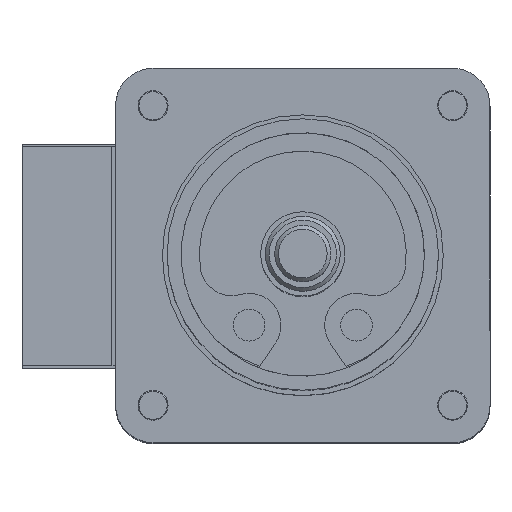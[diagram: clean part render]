
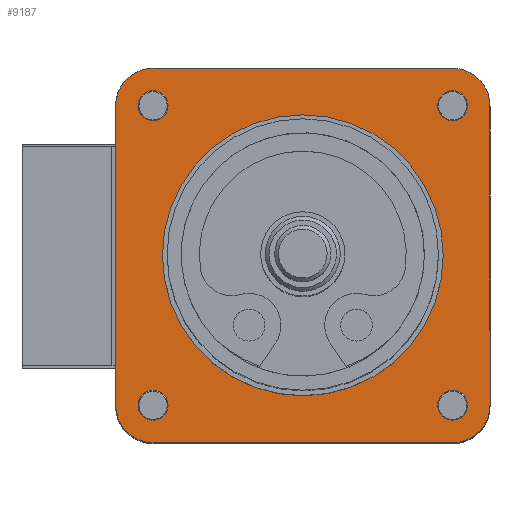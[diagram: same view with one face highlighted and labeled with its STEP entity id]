
A CAD part, top view. The second image highlights one B-rep face of the part: STEP entity #9187.
In plain terms, the highlighted planar face has unit normal (0, 0, 1).
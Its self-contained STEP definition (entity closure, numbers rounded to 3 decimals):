
#8789=CARTESIAN_POINT('',(8.8,-8.,15.65));
#8790=VERTEX_POINT('',#8789);
#8791=CARTESIAN_POINT('',(8.,-8.,15.65));
#8792=DIRECTION('',(0.0,0.0,-1.0));
#8793=DIRECTION('',(1.0,0.0,0.0));
#8794=AXIS2_PLACEMENT_3D('',#8791,#8792,#8793);
#8795=CIRCLE('',#8794,0.8);
#8796=EDGE_CURVE('',#8790,#8790,#8795,.T.);
#8809=CARTESIAN_POINT('',(-7.2,8.,15.65));
#8810=VERTEX_POINT('',#8809);
#8811=CARTESIAN_POINT('',(-8.,8.,15.65));
#8812=DIRECTION('',(0.0,0.0,-1.0));
#8813=DIRECTION('',(1.0,0.0,0.0));
#8814=AXIS2_PLACEMENT_3D('',#8811,#8812,#8813);
#8815=CIRCLE('',#8814,0.8);
#8816=EDGE_CURVE('',#8810,#8810,#8815,.T.);
#8829=CARTESIAN_POINT('',(8.8,8.,15.65));
#8830=VERTEX_POINT('',#8829);
#8831=CARTESIAN_POINT('',(8.,8.,15.65));
#8832=DIRECTION('',(0.0,0.0,-1.0));
#8833=DIRECTION('',(1.0,0.0,0.0));
#8834=AXIS2_PLACEMENT_3D('',#8831,#8832,#8833);
#8835=CIRCLE('',#8834,0.8);
#8836=EDGE_CURVE('',#8830,#8830,#8835,.T.);
#8849=CARTESIAN_POINT('',(-7.2,-8.,15.65));
#8850=VERTEX_POINT('',#8849);
#8851=CARTESIAN_POINT('',(-8.,-8.,15.65));
#8852=DIRECTION('',(0.0,0.0,-1.0));
#8853=DIRECTION('',(1.0,0.0,0.0));
#8854=AXIS2_PLACEMENT_3D('',#8851,#8852,#8853);
#8855=CIRCLE('',#8854,0.8);
#8856=EDGE_CURVE('',#8850,#8850,#8855,.T.);
#8866=CARTESIAN_POINT('',(-10.,8.,15.65));
#8867=VERTEX_POINT('',#8866);
#8868=CARTESIAN_POINT('',(-8.,10.0,15.65));
#8869=VERTEX_POINT('',#8868);
#8870=CARTESIAN_POINT('',(-8.,8.,15.65));
#8871=DIRECTION('',(0.0,0.0,-1.0));
#8872=DIRECTION('',(-0.707,0.707,0.0));
#8873=AXIS2_PLACEMENT_3D('',#8870,#8871,#8872);
#8874=CIRCLE('',#8873,2.0);
#8875=EDGE_CURVE('',#8867,#8869,#8874,.T.);
#8917=CARTESIAN_POINT('',(-10.0,-8.,15.65));
#8918=VERTEX_POINT('',#8917);
#8925=CARTESIAN_POINT('',(-10.,8.,15.65));
#8926=DIRECTION('',(0.0,-1.0,0.0));
#8927=VECTOR('',#8926,16.);
#8928=LINE('',#8925,#8927);
#8929=EDGE_CURVE('',#8867,#8918,#8928,.T.);
#8939=CARTESIAN_POINT('',(8.,10.0,15.65));
#8940=VERTEX_POINT('',#8939);
#8941=CARTESIAN_POINT('',(10.,8.,15.65));
#8942=VERTEX_POINT('',#8941);
#8943=CARTESIAN_POINT('',(8.,8.,15.65));
#8944=DIRECTION('',(0.0,0.0,-1.0));
#8945=DIRECTION('',(0.707,0.707,0.0));
#8946=AXIS2_PLACEMENT_3D('',#8943,#8944,#8945);
#8947=CIRCLE('',#8946,2.0);
#8948=EDGE_CURVE('',#8940,#8942,#8947,.T.);
#8982=CARTESIAN_POINT('',(10.,-8.,15.65));
#8983=VERTEX_POINT('',#8982);
#8984=CARTESIAN_POINT('',(10.,-8.0,15.65));
#8985=DIRECTION('',(0.0,1.0,0.0));
#8986=VECTOR('',#8985,16.0);
#8987=LINE('',#8984,#8986);
#8988=EDGE_CURVE('',#8983,#8942,#8987,.T.);
#9012=CARTESIAN_POINT('',(8.,-10.,15.65));
#9013=VERTEX_POINT('',#9012);
#9014=CARTESIAN_POINT('',(8.,-8.,15.65));
#9015=DIRECTION('',(0.0,0.0,-1.0));
#9016=DIRECTION('',(0.707,-0.707,0.0));
#9017=AXIS2_PLACEMENT_3D('',#9014,#9015,#9016);
#9018=CIRCLE('',#9017,2.0);
#9019=EDGE_CURVE('',#8983,#9013,#9018,.T.);
#9045=CARTESIAN_POINT('',(-8.,-10.0,15.65));
#9046=VERTEX_POINT('',#9045);
#9047=CARTESIAN_POINT('',(-8.,-8.,15.65));
#9048=DIRECTION('',(0.0,0.0,-1.0));
#9049=DIRECTION('',(-0.707,-0.707,0.0));
#9050=AXIS2_PLACEMENT_3D('',#9047,#9048,#9049);
#9051=CIRCLE('',#9050,2.0);
#9052=EDGE_CURVE('',#9046,#8918,#9051,.T.);
#9089=CARTESIAN_POINT('',(7.5,0.,15.65));
#9090=VERTEX_POINT('',#9089);
#9091=CARTESIAN_POINT('',(0.,0.,15.65));
#9092=DIRECTION('',(0.0,0.0,-1.0));
#9093=DIRECTION('',(-1.0,0.0,0.0));
#9094=AXIS2_PLACEMENT_3D('',#9091,#9092,#9093);
#9095=CIRCLE('',#9094,7.5);
#9096=EDGE_CURVE('',#9090,#9090,#9095,.T.);
#9119=CARTESIAN_POINT('',(-8.,-10.0,15.65));
#9120=DIRECTION('',(1.0,0.0,0.0));
#9121=VECTOR('',#9120,16.0);
#9122=LINE('',#9119,#9121);
#9123=EDGE_CURVE('',#9046,#9013,#9122,.T.);
#9141=CARTESIAN_POINT('',(8.,10.0,15.65));
#9142=DIRECTION('',(-1.0,0.0,0.0));
#9143=VECTOR('',#9142,16.0);
#9144=LINE('',#9141,#9143);
#9145=EDGE_CURVE('',#8940,#8869,#9144,.T.);
#9157=CARTESIAN_POINT('',(0.,0.,15.65));
#9158=DIRECTION('',(0.0,0.0,1.0));
#9159=DIRECTION('',(1.0,0.0,0.0));
#9160=AXIS2_PLACEMENT_3D('',#9157,#9158,#9159);
#9161=PLANE('',#9160);
#9162=ORIENTED_EDGE('',*,*,#8875,.F.);
#9163=ORIENTED_EDGE('',*,*,#8929,.T.);
#9164=ORIENTED_EDGE('',*,*,#9052,.F.);
#9165=ORIENTED_EDGE('',*,*,#9123,.T.);
#9166=ORIENTED_EDGE('',*,*,#9019,.F.);
#9167=ORIENTED_EDGE('',*,*,#8988,.T.);
#9168=ORIENTED_EDGE('',*,*,#8948,.F.);
#9169=ORIENTED_EDGE('',*,*,#9145,.T.);
#9170=EDGE_LOOP('',(#9162,#9163,#9164,#9165,#9166,#9167,#9168,#9169));
#9171=FACE_OUTER_BOUND('',#9170,.T.);
#9172=ORIENTED_EDGE('',*,*,#8796,.T.);
#9173=EDGE_LOOP('',(#9172));
#9174=FACE_BOUND('',#9173,.T.);
#9175=ORIENTED_EDGE('',*,*,#8816,.T.);
#9176=EDGE_LOOP('',(#9175));
#9177=FACE_BOUND('',#9176,.T.);
#9178=ORIENTED_EDGE('',*,*,#8836,.T.);
#9179=EDGE_LOOP('',(#9178));
#9180=FACE_BOUND('',#9179,.T.);
#9181=ORIENTED_EDGE('',*,*,#8856,.T.);
#9182=EDGE_LOOP('',(#9181));
#9183=FACE_BOUND('',#9182,.T.);
#9184=ORIENTED_EDGE('',*,*,#9096,.T.);
#9185=EDGE_LOOP('',(#9184));
#9186=FACE_BOUND('',#9185,.T.);
#9187=ADVANCED_FACE('',(#9171,#9174,#9177,#9180,#9183,#9186),#9161,.T.);
